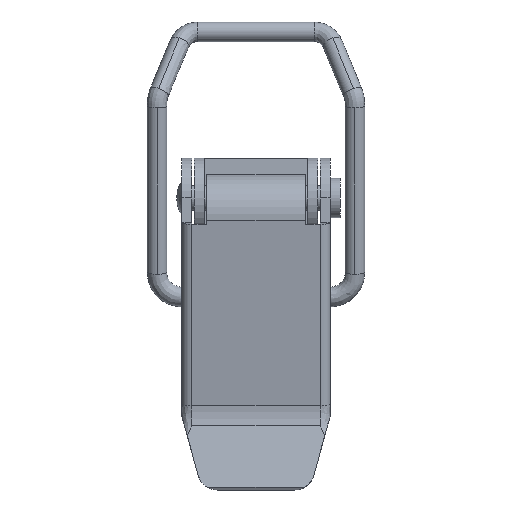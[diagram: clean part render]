
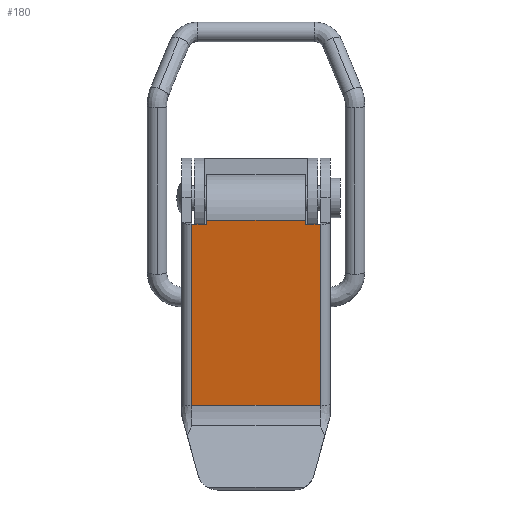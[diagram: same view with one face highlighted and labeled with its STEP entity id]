
A CAD part, front view. The second image highlights one B-rep face of the part: STEP entity #180.
In plain terms, the highlighted planar face has unit normal (0, -0.988, -0.153).
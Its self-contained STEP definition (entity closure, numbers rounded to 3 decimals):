
#180=ADVANCED_FACE('',(#575),#574,.T.);
#574=PLANE('',#1519);
#575=FACE_OUTER_BOUND('',#1520,.T.);
#1516=CARTESIAN_POINT('',(-7.8,-5.35,-0.397));
#1517=DIRECTION('',(0.,-0.988,-0.153));
#1518=DIRECTION('',(0.,0.153,-0.988));
#1519=AXIS2_PLACEMENT_3D('',#1516,#1517,#1518);
#1520=EDGE_LOOP('',(#3449,#3450,#3451,#3452,#3453,#3454,#3455,#3456));
#3449=ORIENTED_EDGE('',*,*,#3945,.F.);
#3450=ORIENTED_EDGE('',*,*,#3946,.T.);
#3451=ORIENTED_EDGE('',*,*,#3947,.F.);
#3452=ORIENTED_EDGE('',*,*,#3948,.F.);
#3453=ORIENTED_EDGE('',*,*,#3949,.T.);
#3454=ORIENTED_EDGE('',*,*,#3950,.F.);
#3455=ORIENTED_EDGE('',*,*,#3951,.F.);
#3456=ORIENTED_EDGE('',*,*,#3952,.T.);
#3945=EDGE_CURVE('',#4662,#4757,#4758,.T.);
#3946=EDGE_CURVE('',#4662,#4764,#4765,.T.);
#3947=EDGE_CURVE('',#4771,#4764,#4772,.T.);
#3948=EDGE_CURVE('',#4778,#4771,#4779,.T.);
#3949=EDGE_CURVE('',#4778,#4785,#4786,.T.);
#3950=EDGE_CURVE('',#4792,#4785,#4793,.T.);
#3951=EDGE_CURVE('',#4799,#4792,#4800,.T.);
#3952=EDGE_CURVE('',#4799,#4757,#4806,.T.);
#4662=VERTEX_POINT('',#6375);
#4757=VERTEX_POINT('',#6441);
#4758=LINE('',#6442,#6443);
#4764=VERTEX_POINT('',#6445);
#4765=LINE('',#6446,#6447);
#4771=VERTEX_POINT('',#6449);
#4772=LINE('',#6450,#6451);
#4778=VERTEX_POINT('',#6453);
#4779=LINE('',#6454,#6455);
#4785=VERTEX_POINT('',#6457);
#4786=LINE('',#6458,#6459);
#4792=VERTEX_POINT('',#6461);
#4793=LINE('',#6462,#6463);
#4799=VERTEX_POINT('',#6465);
#4800=LINE('',#6466,#6467);
#4806=LINE('',#6469,#6470);
#6375=CARTESIAN_POINT('',(6.5,-2.161,-20.961));
#6441=CARTESIAN_POINT('',(-6.5,-2.161,-20.961));
#6442=CARTESIAN_POINT('',(6.5,-2.161,-20.961));
#6443=VECTOR('',#6444,13.);
#6444=DIRECTION('',(-1.,0.,0.));
#6445=CARTESIAN_POINT('',(6.5,-5.,-2.654));
#6446=CARTESIAN_POINT('',(6.5,-2.161,-20.961));
#6447=VECTOR('',#6448,18.526);
#6448=DIRECTION('',(0.,-0.153,0.988));
#6449=CARTESIAN_POINT('',(5.,-5.,-2.654));
#6450=CARTESIAN_POINT('',(5.,-5.,-2.654));
#6451=VECTOR('',#6452,1.5);
#6452=DIRECTION('',(1.,0.,0.));
#6453=CARTESIAN_POINT('',(5.,-5.06,-2.267));
#6454=CARTESIAN_POINT('',(5.,-5.06,-2.267));
#6455=VECTOR('',#6456,0.392);
#6456=DIRECTION('',(0.,0.153,-0.988));
#6457=CARTESIAN_POINT('',(-5.,-5.06,-2.267));
#6458=CARTESIAN_POINT('',(5.,-5.06,-2.267));
#6459=VECTOR('',#6460,10.);
#6460=DIRECTION('',(-1.,0.,0.));
#6461=CARTESIAN_POINT('',(-5.,-5.,-2.654));
#6462=CARTESIAN_POINT('',(-5.,-5.,-2.654));
#6463=VECTOR('',#6464,0.392);
#6464=DIRECTION('',(0.,-0.153,0.988));
#6465=CARTESIAN_POINT('',(-6.5,-5.,-2.654));
#6466=CARTESIAN_POINT('',(-6.5,-5.,-2.654));
#6467=VECTOR('',#6468,1.5);
#6468=DIRECTION('',(1.,0.,0.));
#6469=CARTESIAN_POINT('',(-6.5,-5.,-2.654));
#6470=VECTOR('',#6471,18.526);
#6471=DIRECTION('',(0.,0.153,-0.988));
